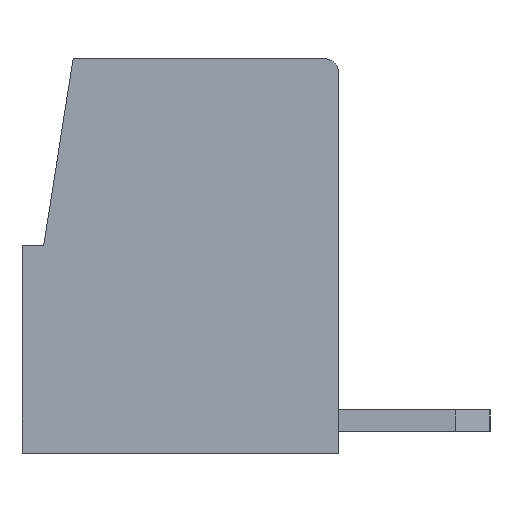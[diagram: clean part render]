
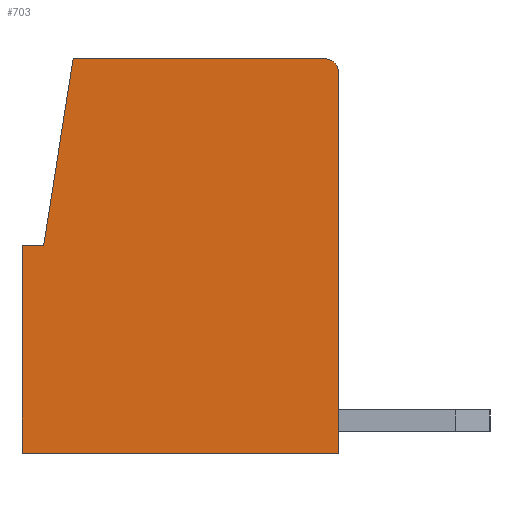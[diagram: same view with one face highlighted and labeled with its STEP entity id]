
A CAD part, left-side view. The second image highlights one B-rep face of the part: STEP entity #703.
In plain terms, the highlighted planar face has unit normal (-1, 0, 0).
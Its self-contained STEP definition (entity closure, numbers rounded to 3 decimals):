
#703 = ADVANCED_FACE( '', ( #1498 ), #1499, .F. );
#1498 = FACE_OUTER_BOUND( '', #2398, .T. );
#1499 = PLANE( '', #2399 );
#2398 = EDGE_LOOP( '', ( #4362, #4363, #4364, #4365, #4366, #4367, #4368 ) );
#2399 = AXIS2_PLACEMENT_3D( '', #4369, #4370, #4371 );
#4362 = ORIENTED_EDGE( '', *, *, #6215, .T. );
#4363 = ORIENTED_EDGE( '', *, *, #6216, .F. );
#4364 = ORIENTED_EDGE( '', *, *, #6217, .F. );
#4365 = ORIENTED_EDGE( '', *, *, #6218, .T. );
#4366 = ORIENTED_EDGE( '', *, *, #6219, .T. );
#4367 = ORIENTED_EDGE( '', *, *, #6045, .T. );
#4368 = ORIENTED_EDGE( '', *, *, #6220, .T. );
#4369 = CARTESIAN_POINT( '', ( -1.905, -11.88, 0. ) );
#4370 = DIRECTION( '', ( 1., 0., 0. ) );
#4371 = DIRECTION( '', ( 0., 1., 0. ) );
#6045 = EDGE_CURVE( '', #7495, #7496, #7497, .T. );
#6215 = EDGE_CURVE( '', #7720, #7721, #7722, .T. );
#6216 = EDGE_CURVE( '', #7723, #7721, #7724, .T. );
#6217 = EDGE_CURVE( '', #7725, #7723, #7726, .T. );
#6218 = EDGE_CURVE( '', #7725, #7727, #7728, .T. );
#6219 = EDGE_CURVE( '', #7727, #7495, #7729, .T. );
#6220 = EDGE_CURVE( '', #7496, #7720, #7730, .T. );
#7495 = VERTEX_POINT( '', #9513 );
#7496 = VERTEX_POINT( '', #9514 );
#7497 = LINE( '', #9515, #9516 );
#7720 = VERTEX_POINT( '', #9856 );
#7721 = VERTEX_POINT( '', #9857 );
#7722 = LINE( '', #9858, #9859 );
#7723 = VERTEX_POINT( '', #9860 );
#7724 = CIRCLE( '', #9861, 0.3 );
#7725 = VERTEX_POINT( '', #9862 );
#7726 = LINE( '', #9863, #9864 );
#7727 = VERTEX_POINT( '', #9865 );
#7728 = LINE( '', #9866, #9867 );
#7729 = LINE( '', #9868, #9869 );
#7730 = LINE( '', #9870, #9871 );
#9513 = CARTESIAN_POINT( '', ( -1.905, 0., 4.8 ) );
#9514 = CARTESIAN_POINT( '', ( -1.905, 0., 0. ) );
#9515 = CARTESIAN_POINT( '', ( -1.905, 0., 0. ) );
#9516 = VECTOR( '', #10804, 1000. );
#9856 = CARTESIAN_POINT( '', ( -1.905, -7.3, 0. ) );
#9857 = CARTESIAN_POINT( '', ( -1.905, -7.3, 8.8 ) );
#9858 = CARTESIAN_POINT( '', ( -1.905, -7.3, 0. ) );
#9859 = VECTOR( '', #10937, 1000. );
#9860 = CARTESIAN_POINT( '', ( -1.905, -7., 9.1 ) );
#9861 = AXIS2_PLACEMENT_3D( '', #10938, #10939, #10940 );
#9862 = CARTESIAN_POINT( '', ( -1.905, -1.181, 9.1 ) );
#9863 = CARTESIAN_POINT( '', ( -1.905, -3.5, 9.1 ) );
#9864 = VECTOR( '', #10941, 1000. );
#9865 = CARTESIAN_POINT( '', ( -1.905, -0.5, 4.8 ) );
#9866 = CARTESIAN_POINT( '', ( -1.905, 0.26, 0. ) );
#9867 = VECTOR( '', #10942, 1000. );
#9868 = CARTESIAN_POINT( '', ( -1.905, -3.5, 4.8 ) );
#9869 = VECTOR( '', #10943, 1000. );
#9870 = CARTESIAN_POINT( '', ( -1.905, -3.5, 0. ) );
#9871 = VECTOR( '', #10944, 1000. );
#10804 = DIRECTION( '', ( 0., 0., -1. ) );
#10937 = DIRECTION( '', ( 0., 0., 1. ) );
#10938 = CARTESIAN_POINT( '', ( -1.905, -7., 8.8 ) );
#10939 = DIRECTION( '', ( 1., 0., 0. ) );
#10940 = DIRECTION( '', ( 0., -1., 0. ) );
#10941 = DIRECTION( '', ( 0., -1., 0. ) );
#10942 = DIRECTION( '', ( 0., 0.156, -0.988 ) );
#10943 = DIRECTION( '', ( 0., 1., 0. ) );
#10944 = DIRECTION( '', ( 0., -1., 0. ) );
